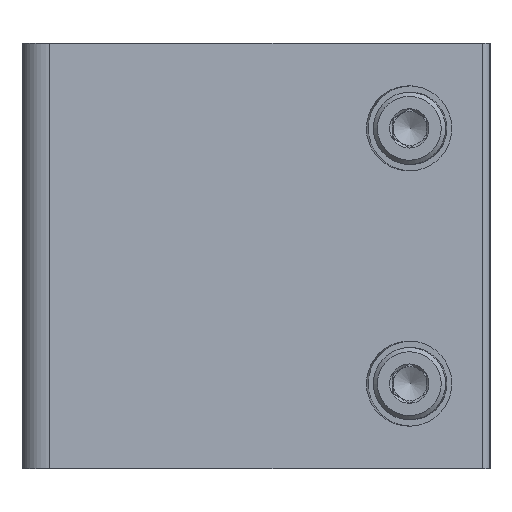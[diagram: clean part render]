
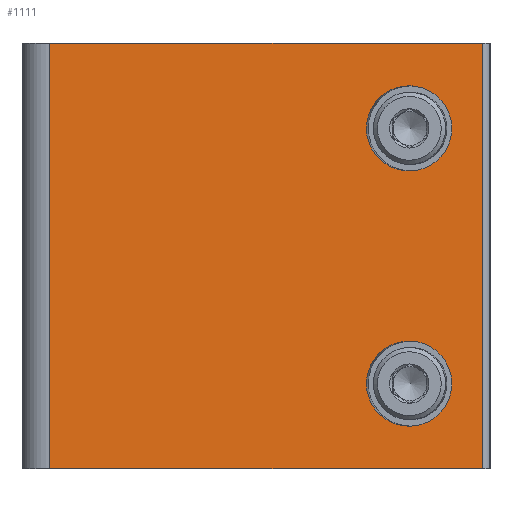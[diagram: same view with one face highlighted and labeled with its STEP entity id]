
A CAD part, left-side view. The second image highlights one B-rep face of the part: STEP entity #1111.
In plain terms, the highlighted face is planar.
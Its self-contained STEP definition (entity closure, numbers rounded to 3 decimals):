
#80=ELLIPSE('',#1231,5.038,5.);
#81=ELLIPSE('',#1232,5.038,5.);
#192=ORIENTED_EDGE('',*,*,#480,.F.);
#193=ORIENTED_EDGE('',*,*,#481,.F.);
#194=ORIENTED_EDGE('',*,*,#482,.T.);
#195=ORIENTED_EDGE('',*,*,#483,.F.);
#196=ORIENTED_EDGE('',*,*,#484,.F.);
#197=ORIENTED_EDGE('',*,*,#478,.T.);
#478=EDGE_CURVE('',#620,#619,#719,.T.);
#480=EDGE_CURVE('',#621,#621,#80,.F.);
#481=EDGE_CURVE('',#622,#622,#81,.F.);
#482=EDGE_CURVE('',#619,#623,#720,.T.);
#483=EDGE_CURVE('',#624,#623,#721,.T.);
#484=EDGE_CURVE('',#620,#624,#722,.T.);
#619=VERTEX_POINT('',#1775);
#620=VERTEX_POINT('',#1777);
#621=VERTEX_POINT('',#1781);
#622=VERTEX_POINT('',#1783);
#623=VERTEX_POINT('',#1785);
#624=VERTEX_POINT('',#1787);
#719=LINE('',#1776,#800);
#720=LINE('',#1784,#801);
#721=LINE('',#1786,#802);
#722=LINE('',#1788,#803);
#800=VECTOR('',#1406,1000.);
#801=VECTOR('',#1415,1000.);
#802=VECTOR('',#1416,1000.);
#803=VECTOR('',#1417,1000.);
#872=EDGE_LOOP('',(#192));
#873=EDGE_LOOP('',(#193));
#874=EDGE_LOOP('',(#194,#195,#196,#197));
#973=FACE_BOUND('',#872,.T.);
#974=FACE_BOUND('',#873,.T.);
#975=FACE_BOUND('',#874,.T.);
#1070=PLANE('',#1230);
#1111=ADVANCED_FACE('',(#973,#974,#975),#1070,.F.);
#1230=AXIS2_PLACEMENT_3D('',#1779,#1409,#1410);
#1231=AXIS2_PLACEMENT_3D('',#1780,#1411,#1412);
#1232=AXIS2_PLACEMENT_3D('',#1782,#1413,#1414);
#1406=DIRECTION('',(0.,0.,-1.));
#1409=DIRECTION('',(-0.996,0.087,0.));
#1410=DIRECTION('',(-0.087,-0.996,0.));
#1411=DIRECTION('',(-0.996,0.087,0.));
#1412=DIRECTION('',(0.087,0.996,0.));
#1413=DIRECTION('',(-0.996,0.087,0.));
#1414=DIRECTION('',(0.087,0.996,0.));
#1415=DIRECTION('',(0.087,0.996,0.));
#1416=DIRECTION('',(0.,0.,-1.));
#1417=DIRECTION('',(0.087,0.996,0.));
#1775=CARTESIAN_POINT('',(8.694,0.913,-25.));
#1776=CARTESIAN_POINT('',(8.694,0.913,25.));
#1777=CARTESIAN_POINT('',(8.694,0.913,25.));
#1779=CARTESIAN_POINT('',(8.694,0.913,25.));
#1780=CARTESIAN_POINT('',(9.445,9.5,-15.));
#1781=CARTESIAN_POINT('',(9.884,14.518,-15.));
#1782=CARTESIAN_POINT('',(9.445,9.5,15.));
#1783=CARTESIAN_POINT('',(9.884,14.518,15.));
#1784=CARTESIAN_POINT('',(8.694,0.913,-25.));
#1785=CARTESIAN_POINT('',(13.14,51.739,-25.));
#1786=CARTESIAN_POINT('',(13.14,51.739,25.));
#1787=CARTESIAN_POINT('',(13.14,51.739,25.));
#1788=CARTESIAN_POINT('',(8.694,0.913,25.));
